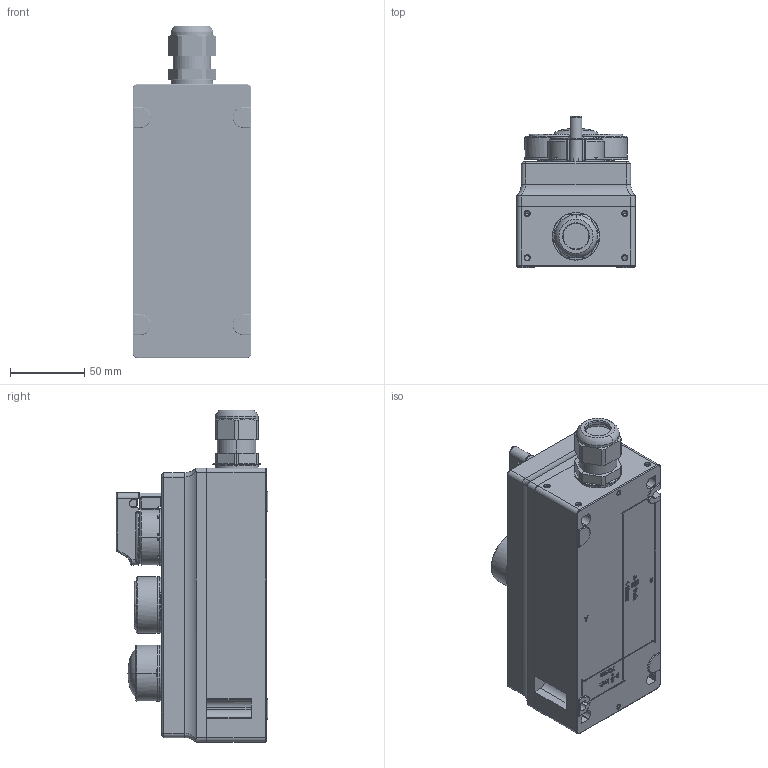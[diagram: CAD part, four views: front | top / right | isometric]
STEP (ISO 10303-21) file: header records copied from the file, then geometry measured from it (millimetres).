
FILE_DESCRIPTION (( 'STEP AP203' ), '1' );
FILE_NAME ('8040_1380-K0190.STEP', '2014-10-10T09:15:06', ( '' ), ( '' ), 'SwSTEP 2.0', 'SolidWorks 2014', '' );
FILE_SCHEMA (( 'CONFIG_CONTROL_DESIGN' ));
Length unit declared in the file: millimetre
Products named in the file (37): 86_028_03_58_0_AF_3d export; Staubschutzkappe_M25; 509_626_0; 86_029_18_80_0; 86_029_02_80_0; 81_610_78_01_0_Vereinfacht; 509_603_1; 86_029_13_16_0_3d export; 86_029_08_51_0_3d export; 86_029_02_84_0_PR-8602-t0002; 80_409_06_04_0_mit Bohrung f〉 M25 80_409_09_04_0; 86_029_01_92_0_3d export; 86_029_08_15_0; 86_029_01_84_0-Schilder Gr黱_PR-8602-t0007; 81_610_78_01_0_Stutzen_Vereinfacht; 80_409_09_04_0_mit Bohrungen f〉 M25; 86_029_09_51_0; 86_029_01_94_0; 86_029_18_58_0_gr］ ohne Text; 81_610_78_01_0_Dichtung; 80_400_09_04_0_3d export; 86_020_85_02_0_3d export; 86_029_11_95_0; 86_029_24_58_0_3d export; 81_610_78_01_0_Reduzierdichtung; 80_409_03_05_6_3d export; 8040_1380-K0190; 86_020_23_02_0_3d export; 86_029_07_95_0; 81_610_78_01_0_Hutmutter_Vereinfacht; 80_409_03_05_0_Dichtung; 86_028_11_17_0_AA_3d export; 86_029_01_91_0; Anschlussgewindedichtung_M25; 80_409_03_05_0_3d export; Leerschild 52x15
Assembly tree (44 placements, depth 4):
  8040_1380-K0190
    80_400_09_04_0_3d export
      80_409_09_04_0_mit Bohrungen f〉 M25
        80_409_06_04_0_mit Bohrung f〉 M25 80_409_09_04_0
    80_409_03_05_0_3d export
      80_409_03_05_6_3d export
      80_409_03_05_0_Dichtung
    509_626_0  x4
      509_626_0
      509_603_1
    81_610_78_01_0_Vereinfacht
      81_610_78_01_0_Stutzen_Vereinfacht
      81_610_78_01_0_Dichtung
      81_610_78_01_0_Reduzierdichtung
      81_610_78_01_0_Hutmutter_Vereinfacht
      Anschlussgewindedichtung_M25
      Staubschutzkappe_M25
    86_029_02_84_0_PR-8602-t0002
    86_029_01_84_0-Schilder Gr黱_PR-8602-t0007
    86_028_03_58_0_AF_3d export
      86_029_18_58_0_gr］ ohne Text
      86_029_24_58_0_3d export
      86_029_07_95_0
      86_029_01_91_0
    86_028_11_17_0_AA_3d export
      86_020_23_02_0_3d export
        86_029_02_80_0
        86_029_08_51_0_3d export
        86_029_08_15_0  x2
        86_029_01_94_0  x2
        86_029_11_95_0  x2
      86_029_01_91_0
      86_029_07_95_0
    Leerschild 52x15
    86_020_85_02_0_3d export
      86_029_18_80_0
      86_029_13_16_0_3d export
      86_029_01_92_0_3d export
      86_029_09_51_0
Bounding box: 80 x 102.3 x 224.31 mm (x, y, z)
Volume: 305594.5 mm3; surface area: 248596.6 mm2
Topology: 37 solids, 40 shells, 4800 faces, 12716 edges, 8121 vertices
Faces by surface type: plane 2389, cylinder 1085, cone 532, torus 399, bspline 365, sphere 30
Entity records: 161907 total; most frequent: CARTESIAN_POINT 52127, ORIENTED_EDGE 22820, DIRECTION 21311, EDGE_CURVE 11416, AXIS2_PLACEMENT_3D 7504, VERTEX_POINT 7332, LINE 6303, VECTOR 6303
